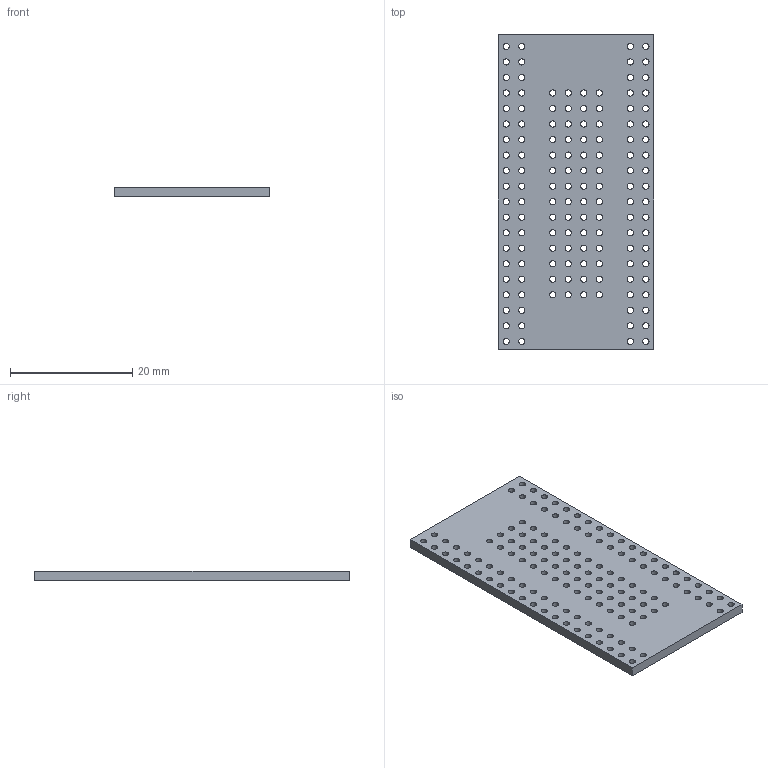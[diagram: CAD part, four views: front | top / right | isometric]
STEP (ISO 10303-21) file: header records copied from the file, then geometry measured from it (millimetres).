
FILE_DESCRIPTION(('KiCad electronic assembly'),'2;1');
FILE_NAME('kicadBoard.step','2022-11-20T05:58:44',('Pcbnew'),('Kicad'), 'Open CASCADE STEP processor 7.6','KiCad to STEP converter','Unknown' );
FILE_SCHEMA(('AUTOMOTIVE_DESIGN { 1 0 10303 214 1 1 1 1 }'));
Length unit declared in the file: millimetre
Products named in the file (2): kicadBoard 1; kicadBoard PCB
Assembly tree (1 placements, depth 2):
  kicadBoard 1
    kicadBoard PCB
Bounding box: 25.39 x 51.42 x 1.6 mm (x, y, z)
Volume: 1912.5 mm3; surface area: 3330.9 mm2
Topology: 1 solids, 1 shells, 142 faces, 420 edges, 280 vertices
Faces by surface type: cylinder 136, plane 6
Full cylindrical faces by diameter (mm): 1.016 x136
Entity records: 10967 total; most frequent: DIRECTION 1820, CARTESIAN_POINT 1684, ORIENTED_EDGE 840, PCURVE 840, DEFINITIONAL_REPRESENTATION 840, LINE 716, VECTOR 716, CIRCLE 544
